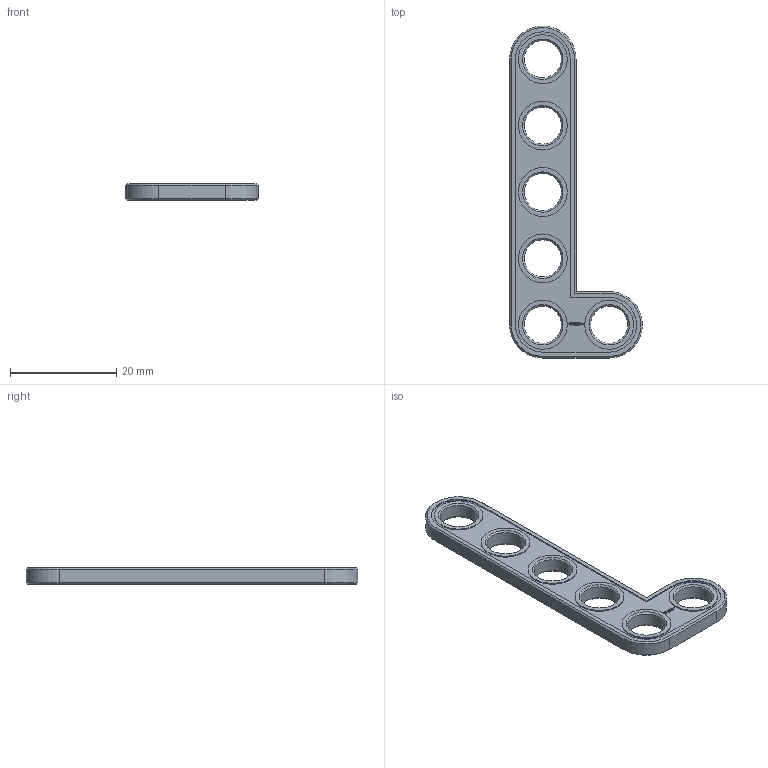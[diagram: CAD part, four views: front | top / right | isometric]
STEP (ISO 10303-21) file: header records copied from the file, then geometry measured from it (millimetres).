
FILE_DESCRIPTION(('FreeCAD Model'),'2;1');
FILE_NAME('Open CASCADE Shape Model','2022-02-08T19:40:07',( 'Paulo Kiefe'),('STEMFIE.org'),'Open CASCADE STEP processor 7.4', 'FreeCAD','Unknown');
FILE_SCHEMA(('AUTOMOTIVE_DESIGN { 1 0 10303 214 1 1 1 1 }'));
Length unit declared in the file: millimetre
Products named in the file (1): Brace_AGD_90_ASYM_ERR_BU02x05x01x00.25_-_SPN-BRC-1002_(stemfie.org)
Bounding box: 25 x 62.5 x 3.12 mm (x, y, z)
Volume: 1985.9 mm3; surface area: 2211.4 mm2
Topology: 1 solids, 1 shells, 555 faces, 1513 edges, 1000 vertices
Faces by surface type: plane 335, extrusion 184, cone 18, cylinder 18
Full cylindrical faces by diameter (mm): 7 x6, 9.2 x6
Entity records: 38453 total; most frequent: CARTESIAN_POINT 9530, DIRECTION 4589, VECTOR 3707, LINE 3523, ORIENTED_EDGE 3026, PCURVE 3026, DEFINITIONAL_REPRESENTATION 3026, EDGE_CURVE 1513
